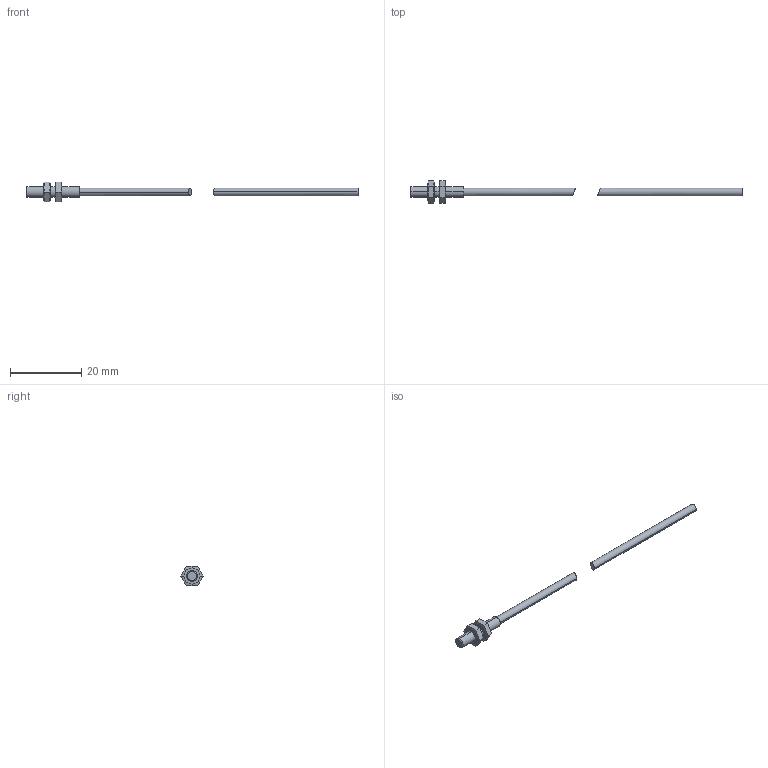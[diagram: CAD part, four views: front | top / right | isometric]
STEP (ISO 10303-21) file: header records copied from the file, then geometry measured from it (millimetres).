
FILE_DESCRIPTION (( 'STEP AP214' ), '1' );
FILE_NAME ('OPT2065.STEP', '2016-02-24T14:36:46', ( '' ), ( '' ), 'SwSTEP 2.0', 'SolidWorks 2014', '' );
FILE_SCHEMA (( 'AUTOMOTIVE_DESIGN' ));
Length unit declared in the file: inch
Products named in the file (3): OPT2065; 1; 2
Assembly tree (2 placements, depth 2):
  OPT2065
    1
    2
Bounding box: 93 x 6.35 x 5.5 mm (x, y, z)
Volume: 442 mm3; surface area: 756 mm2
Topology: 2 solids, 2 shells, 41 faces, 86 edges, 54 vertices
Faces by surface type: plane 21, cylinder 10, cone 10
Entity records: 1258 total; most frequent: CARTESIAN_POINT 294, DIRECTION 176, ORIENTED_EDGE 172, EDGE_CURVE 86, AXIS2_PLACEMENT_3D 72, VERTEX_POINT 54, EDGE_LOOP 46, FACE_OUTER_BOUND 41
